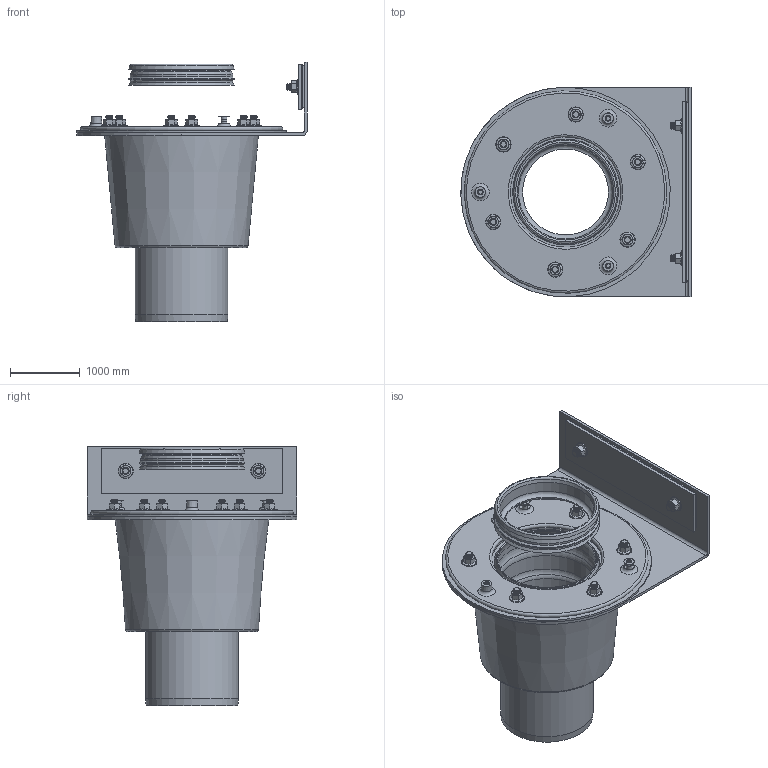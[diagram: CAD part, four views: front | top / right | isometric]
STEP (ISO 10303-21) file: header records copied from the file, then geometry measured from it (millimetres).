
FILE_DESCRIPTION(/* description */ (''),/* implementation_level */ '2;1');
FILE_NAME(/* name */ '21825.125X_3D.stp',/* time_stamp */ '2024-12-12T08:46:22+01:00',/* author */ ('CAD'),/* organization */ (''),/* preprocessor_version */ 'ST-DEVELOPER v20',/* originating_system */ 'AutoCAD Mechanical',/* authorisation */ '');
FILE_SCHEMA (('AUTOMOTIVE_DESIGN { 1 0 10303 214 3 1 1 }'));
Length unit declared in the file: centimetre
Products named in the file (2): Product; *S0
Assembly tree (1 placements, depth 2):
  Product
    *S0
Bounding box: 3299.99 x 3000 x 3709.99 mm (x, y, z)
Volume: 3298502532.1 mm3; surface area: 99324822 mm2
Topology: 27 solids, 27 shells, 572 faces, 1182 edges, 680 vertices
Faces by surface type: cone 336, plane 135, cylinder 71, torus 30
Full cylindrical faces by diameter (mm): 70 x6, 80 x12, 83.76 x8, 100 x8, 160 x16, 1230 x1, 1300 x1, 1330 x2, 1350 x1, 1380 x1, 1400 x1, 1410 x1, 1466 x1, 1470 x2, 1500 x1, 1510 x1, 1514 x1, 1550 x1, 1600 x1, 1780 x1, 3000 x1
Entity records: 15565 total; most frequent: CARTESIAN_POINT 3181, DIRECTION 2756, ORIENTED_EDGE 2364, EDGE_CURVE 1182, AXIS2_PLACEMENT_3D 1151, VERTEX_POINT 680, EDGE_LOOP 660, CIRCLE 576
